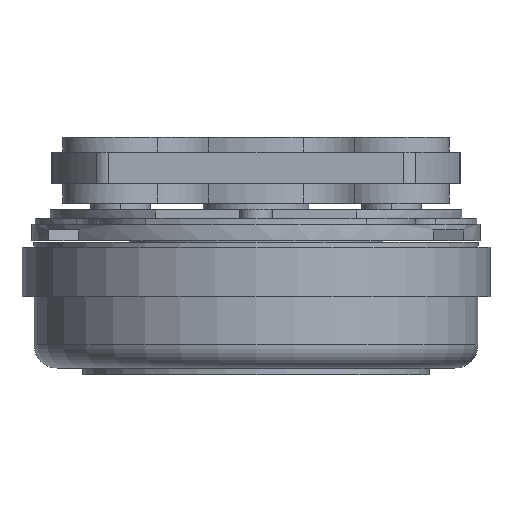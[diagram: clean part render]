
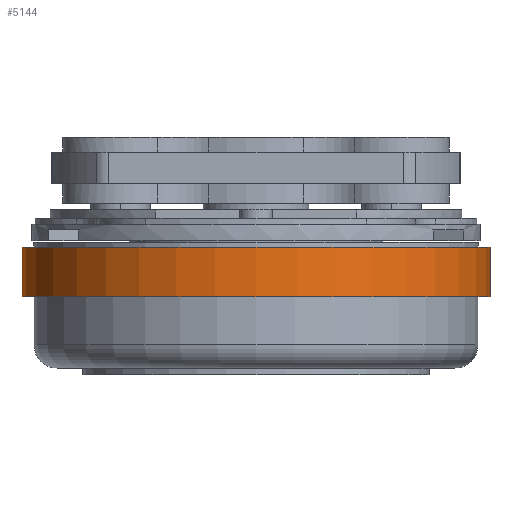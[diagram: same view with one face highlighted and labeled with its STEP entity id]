
A CAD part, front view. The second image highlights one B-rep face of the part: STEP entity #5144.
In plain terms, the highlighted cylindrical face has radius 71 mm (diameter 142 mm), a partial arc.
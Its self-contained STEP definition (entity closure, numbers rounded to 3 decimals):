
#1853 = VERTEX_POINT ( 'NONE', #6472 ) ;
#1867 = VERTEX_POINT ( 'NONE', #6504 ) ;
#1876 = EDGE_CURVE ( 'NONE', #1878, #1853, #6541, .T. ) ;
#1878 = VERTEX_POINT ( 'NONE', #6545 ) ;
#1900 = EDGE_CURVE ( 'NONE', #1867, #1911, #6223, .T. ) ;
#1911 = VERTEX_POINT ( 'NONE', #6609 ) ;
#3356 = CYLINDRICAL_SURFACE ( 'NONE', #3360, 71. ) ;
#3359 = CARTESIAN_POINT ( 'NONE',  ( 0., 0., 38.2 ) ) ;
#3360 = AXIS2_PLACEMENT_3D ( 'NONE', #3359, #3419, #3418 ) ;
#3361 = FACE_OUTER_BOUND ( 'NONE', #5132, .T. ) ;
#3362 = DIRECTION ( 'NONE',  ( -1., 0., 0. ) ) ;
#3363 = DIRECTION ( 'NONE',  ( 0., 0., -1. ) ) ;
#3364 = CARTESIAN_POINT ( 'NONE',  ( 0., 0., 21.7 ) ) ;
#3365 = AXIS2_PLACEMENT_3D ( 'NONE', #3364, #3363, #3362 ) ;
#3366 = CIRCLE ( 'NONE', #3365, 71. ) ;
#3418 = DIRECTION ( 'NONE',  ( -1., 0., 0. ) ) ;
#3419 = DIRECTION ( 'NONE',  ( 0., 0., -1. ) ) ;
#4849 = DIRECTION ( 'NONE',  ( 1., 0., 0. ) ) ;
#4850 = DIRECTION ( 'NONE',  ( 0., 0., 1. ) ) ;
#4851 = CARTESIAN_POINT ( 'NONE',  ( 0., 0., 36.7 ) ) ;
#4852 = AXIS2_PLACEMENT_3D ( 'NONE', #4851, #4850, #4849 ) ;
#4853 = CIRCLE ( 'NONE', #4852, 71. ) ;
#5130 = EDGE_CURVE ( 'NONE', #1853, #1911, #3366, .T. ) ;
#5132 = EDGE_LOOP ( 'NONE', ( #5142, #5141, #5147, #5155 ) ) ;
#5141 = ORIENTED_EDGE ( 'NONE', *, *, #7934, .F. ) ;
#5142 = ORIENTED_EDGE ( 'NONE', *, *, #1876, .F. ) ;
#5144 = ADVANCED_FACE ( 'NONE', ( #3361 ), #3356, .T. ) ;
#5147 = ORIENTED_EDGE ( 'NONE', *, *, #1900, .T. ) ;
#5155 = ORIENTED_EDGE ( 'NONE', *, *, #5130, .F. ) ;
#6223 = LINE ( 'NONE', #6225, #6270 ) ;
#6225 = CARTESIAN_POINT ( 'NONE',  ( -71., 0., 38.2 ) ) ;
#6270 = VECTOR ( 'NONE', #6286, 1000. ) ;
#6286 = DIRECTION ( 'NONE',  ( 0., 0., -1. ) ) ;
#6472 = CARTESIAN_POINT ( 'NONE',  ( 71., 0., 21.7 ) ) ;
#6504 = CARTESIAN_POINT ( 'NONE',  ( -71., 0., 36.7 ) ) ;
#6538 = VECTOR ( 'NONE', #6557, 1000. ) ;
#6541 = LINE ( 'NONE', #6554, #6538 ) ;
#6545 = CARTESIAN_POINT ( 'NONE',  ( 71., 0., 36.7 ) ) ;
#6554 = CARTESIAN_POINT ( 'NONE',  ( 71., 0., 38.2 ) ) ;
#6557 = DIRECTION ( 'NONE',  ( 0., 0., -1. ) ) ;
#6609 = CARTESIAN_POINT ( 'NONE',  ( -71., 0., 21.7 ) ) ;
#7934 = EDGE_CURVE ( 'NONE', #1867, #1878, #4853, .T. ) ;
